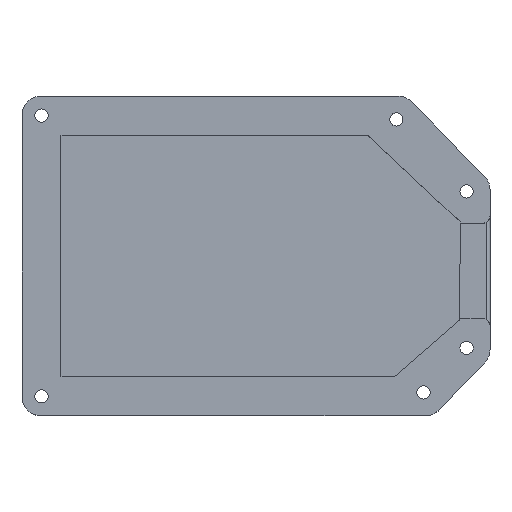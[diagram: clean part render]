
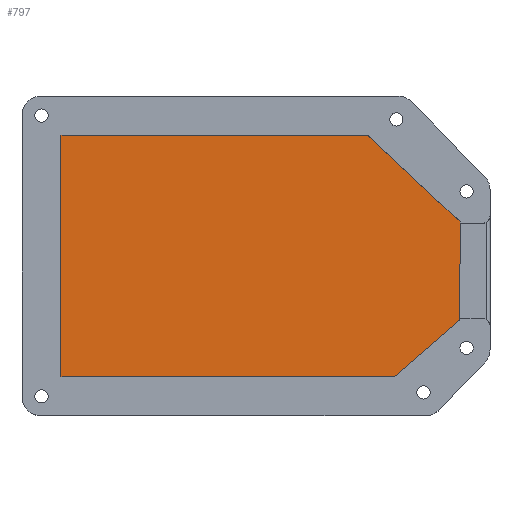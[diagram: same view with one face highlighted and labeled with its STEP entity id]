
A CAD part, top view. The second image highlights one B-rep face of the part: STEP entity #797.
In plain terms, the highlighted planar face has unit normal (0, 0, 1).
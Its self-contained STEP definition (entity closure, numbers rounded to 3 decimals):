
#88=PLANE('',#879);
#121=FACE_OUTER_BOUND('',#172,.T.);
#172=EDGE_LOOP('',(#652,#653,#654,#655,#656,#657));
#255=LINE('',#1329,#324);
#257=LINE('',#1335,#326);
#258=LINE('',#1336,#327);
#259=LINE('',#1338,#328);
#260=LINE('',#1340,#329);
#261=LINE('',#1341,#330);
#324=VECTOR('',#1055,10.);
#326=VECTOR('',#1061,10.);
#327=VECTOR('',#1062,10.);
#328=VECTOR('',#1063,10.);
#329=VECTOR('',#1064,10.);
#330=VECTOR('',#1065,10.);
#399=VERTEX_POINT('',#1326);
#400=VERTEX_POINT('',#1328);
#401=VERTEX_POINT('',#1333);
#402=VERTEX_POINT('',#1334);
#403=VERTEX_POINT('',#1337);
#404=VERTEX_POINT('',#1339);
#493=EDGE_CURVE('',#399,#400,#255,.T.);
#495=EDGE_CURVE('',#401,#402,#257,.T.);
#496=EDGE_CURVE('',#400,#401,#258,.T.);
#497=EDGE_CURVE('',#403,#399,#259,.T.);
#498=EDGE_CURVE('',#404,#403,#260,.T.);
#499=EDGE_CURVE('',#402,#404,#261,.T.);
#652=ORIENTED_EDGE('',*,*,#495,.F.);
#653=ORIENTED_EDGE('',*,*,#496,.F.);
#654=ORIENTED_EDGE('',*,*,#493,.F.);
#655=ORIENTED_EDGE('',*,*,#497,.F.);
#656=ORIENTED_EDGE('',*,*,#498,.F.);
#657=ORIENTED_EDGE('',*,*,#499,.F.);
#797=ADVANCED_FACE('',(#121),#88,.T.);
#879=AXIS2_PLACEMENT_3D('',#1332,#1059,#1060);
#1055=DIRECTION('',(-0.003,-1.,0.));
#1059=DIRECTION('center_axis',(0.,0.,1.));
#1060=DIRECTION('ref_axis',(1.,0.,0.));
#1061=DIRECTION('',(-1.,0.,0.));
#1062=DIRECTION('',(-0.755,-0.656,0.));
#1063=DIRECTION('',(0.731,-0.682,0.));
#1064=DIRECTION('',(1.,0.,0.));
#1065=DIRECTION('',(0.,1.,0.));
#1326=CARTESIAN_POINT('',(102.342,39.767,3.));
#1328=CARTESIAN_POINT('',(102.262,14.571,3.));
#1329=CARTESIAN_POINT('',(102.328,35.302,3.));
#1332=CARTESIAN_POINT('Origin',(51.171,31.,3.));
#1333=CARTESIAN_POINT('',(85.5,0.,3.));
#1334=CARTESIAN_POINT('',(0.,0.,3.));
#1335=CARTESIAN_POINT('',(68.336,0.,3.));
#1336=CARTESIAN_POINT('',(91.779,5.458,3.));
#1337=CARTESIAN_POINT('',(78.5,62.,3.));
#1338=CARTESIAN_POINT('',(78.922,61.606,3.));
#1339=CARTESIAN_POINT('',(0.,62.,3.));
#1340=CARTESIAN_POINT('',(25.586,62.,3.));
#1341=CARTESIAN_POINT('',(0.,15.5,3.));
